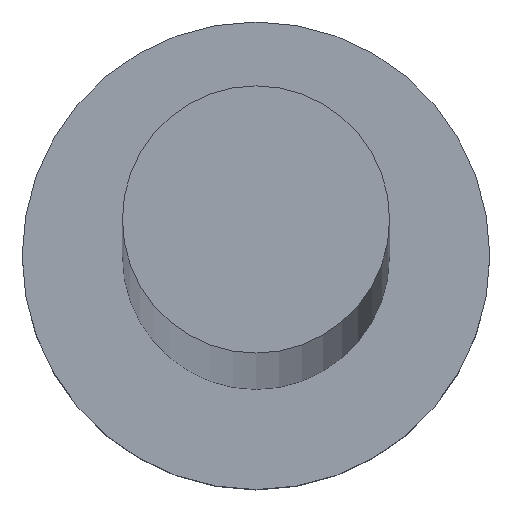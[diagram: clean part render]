
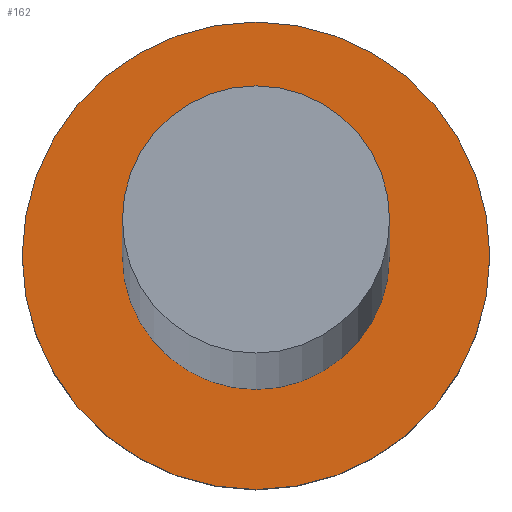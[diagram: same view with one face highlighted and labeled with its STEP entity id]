
A CAD part, top view. The second image highlights one B-rep face of the part: STEP entity #162.
In plain terms, the highlighted planar face has unit normal (0, 0, 1).
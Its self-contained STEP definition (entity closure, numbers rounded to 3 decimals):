
#7 = CARTESIAN_POINT ( 'NONE',  ( -7., 0., 6.5 ) ) ;
#22 = PLANE ( 'NONE',  #56 ) ;
#23 = VERTEX_POINT ( 'NONE', #7 ) ;
#29 = DIRECTION ( 'NONE',  ( 0., 0., 1. ) ) ;
#34 = CARTESIAN_POINT ( 'NONE',  ( 0., 0., 6.5 ) ) ;
#36 = AXIS2_PLACEMENT_3D ( 'NONE', #34, #75, #236 ) ;
#47 = VERTEX_POINT ( 'NONE', #168 ) ;
#50 = ORIENTED_EDGE ( 'NONE', *, *, #239, .T. ) ;
#53 = DIRECTION ( 'NONE',  ( 1., 0., 0. ) ) ;
#56 = AXIS2_PLACEMENT_3D ( 'NONE', #126, #29, #53 ) ;
#69 = DIRECTION ( 'NONE',  ( 0., 0., 1. ) ) ;
#71 = CARTESIAN_POINT ( 'NONE',  ( 7., 0., 6.5 ) ) ;
#75 = DIRECTION ( 'NONE',  ( 0., 0., 1. ) ) ;
#90 = VERTEX_POINT ( 'NONE', #71 ) ;
#91 = AXIS2_PLACEMENT_3D ( 'NONE', #247, #144, #198 ) ;
#95 = CIRCLE ( 'NONE', #91, 7. ) ;
#105 = FACE_BOUND ( 'NONE', #176, .T. ) ;
#111 = AXIS2_PLACEMENT_3D ( 'NONE', #214, #117, #178 ) ;
#112 = VERTEX_POINT ( 'NONE', #138 ) ;
#117 = DIRECTION ( 'NONE',  ( 0., 0., 1. ) ) ;
#126 = CARTESIAN_POINT ( 'NONE',  ( 0., 0., 6.5 ) ) ;
#138 = CARTESIAN_POINT ( 'NONE',  ( -4., 0., 6.5 ) ) ;
#144 = DIRECTION ( 'NONE',  ( 0., 0., 1. ) ) ;
#147 = DIRECTION ( 'NONE',  ( 1., 0., 0. ) ) ;
#152 = EDGE_CURVE ( 'NONE', #112, #47, #219, .T. ) ;
#155 = AXIS2_PLACEMENT_3D ( 'NONE', #165, #69, #147 ) ;
#162 = ADVANCED_FACE ( 'NONE', ( #105, #204 ), #22, .T. ) ;
#165 = CARTESIAN_POINT ( 'NONE',  ( 0., 0., 6.5 ) ) ;
#168 = CARTESIAN_POINT ( 'NONE',  ( 4., 0., 6.5 ) ) ;
#170 = EDGE_CURVE ( 'NONE', #23, #90, #95, .T. ) ;
#176 = EDGE_LOOP ( 'NONE', ( #188, #208 ) ) ;
#178 = DIRECTION ( 'NONE',  ( 1., 0., 0. ) ) ;
#188 = ORIENTED_EDGE ( 'NONE', *, *, #152, .F. ) ;
#189 = EDGE_LOOP ( 'NONE', ( #245, #50 ) ) ;
#198 = DIRECTION ( 'NONE',  ( 1., 0., 0. ) ) ;
#204 = FACE_OUTER_BOUND ( 'NONE', #189, .T. ) ;
#208 = ORIENTED_EDGE ( 'NONE', *, *, #231, .F. ) ;
#214 = CARTESIAN_POINT ( 'NONE',  ( 0., 0., 6.5 ) ) ;
#215 = CIRCLE ( 'NONE', #155, 7. ) ;
#219 = CIRCLE ( 'NONE', #111, 4. ) ;
#231 = EDGE_CURVE ( 'NONE', #47, #112, #252, .T. ) ;
#236 = DIRECTION ( 'NONE',  ( 1., 0., 0. ) ) ;
#239 = EDGE_CURVE ( 'NONE', #90, #23, #215, .T. ) ;
#245 = ORIENTED_EDGE ( 'NONE', *, *, #170, .T. ) ;
#247 = CARTESIAN_POINT ( 'NONE',  ( 0., 0., 6.5 ) ) ;
#252 = CIRCLE ( 'NONE', #36, 4. ) ;
